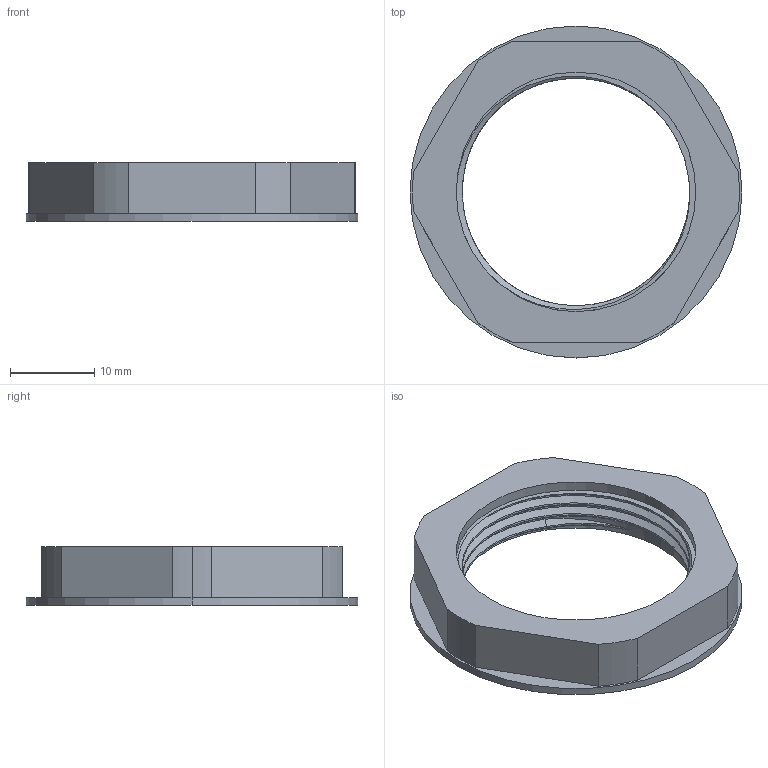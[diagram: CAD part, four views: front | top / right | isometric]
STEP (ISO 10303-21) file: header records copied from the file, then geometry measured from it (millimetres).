
FILE_DESCRIPTION (( 'STEP AP203' ), '1' );
FILE_NAME ('9075.STEP', '2020-07-28T11:23:21', ( '' ), ( '' ), 'SwSTEP 2.0', 'SolidWorks 2011', '' );
FILE_SCHEMA (( 'CONFIG_CONTROL_DESIGN' ));
Length unit declared in the file: millimetre
Products named in the file (1): 9075
Bounding box: 39.5 x 39.5 x 7 mm (x, y, z)
Volume: 3430.4 mm3; surface area: 2840.8 mm2
Topology: 1 solids, 1 shells, 36 faces, 94 edges, 62 vertices
Faces by surface type: cylinder 19, plane 11, bspline 6
Entity records: 2179 total; most frequent: CARTESIAN_POINT 1266, ORIENTED_EDGE 188, DIRECTION 160, EDGE_CURVE 94, VERTEX_POINT 62, AXIS2_PLACEMENT_3D 60, LINE 40, EDGE_LOOP 40
